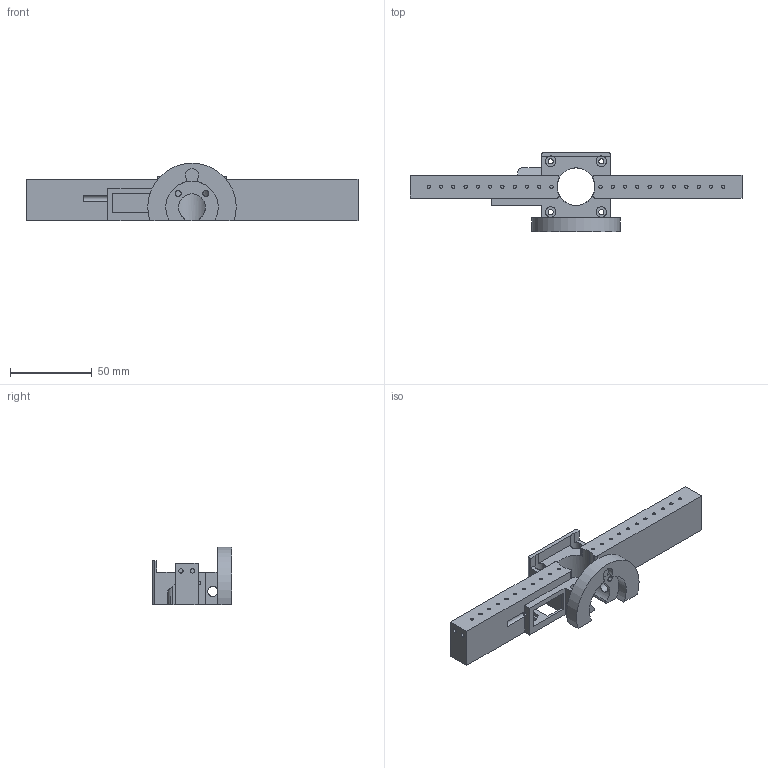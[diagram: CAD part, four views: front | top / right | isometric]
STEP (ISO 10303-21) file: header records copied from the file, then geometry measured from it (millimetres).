
FILE_DESCRIPTION (( 'STEP AP214' ), '1' );
FILE_NAME ('MSG_Gripper_body_200mm.STEP', '2026-01-04T22:07:19', ( '' ), ( '' ), 'SwSTEP 2.0', 'SolidWorks 2020', '' );
FILE_SCHEMA (( 'AUTOMOTIVE_DESIGN' ));
Length unit declared in the file: millimetre
Products named in the file (1): MSG_Gripper_body_200mm
Bounding box: 203 x 48.5 x 35.3 mm (x, y, z)
Volume: 82778.4 mm3; surface area: 30467.3 mm2
Topology: 1 solids, 1 shells, 198 faces, 520 edges, 345 vertices
Faces by surface type: cylinder 107, plane 91
Entity records: 6836 total; most frequent: CARTESIAN_POINT 1678, DIRECTION 1111, ORIENTED_EDGE 1040, EDGE_CURVE 520, AXIS2_PLACEMENT_3D 416, VERTEX_POINT 345, LINE 279, VECTOR 279
